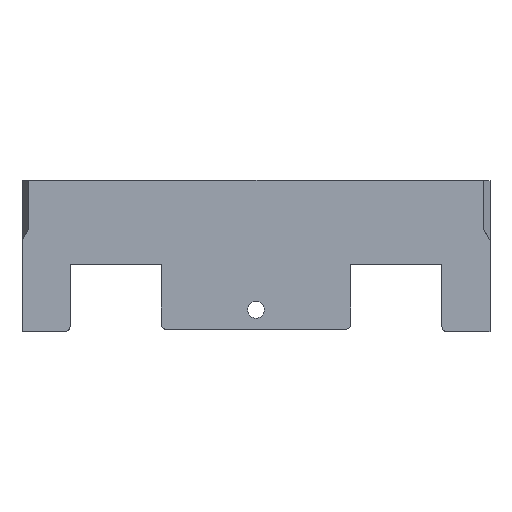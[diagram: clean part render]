
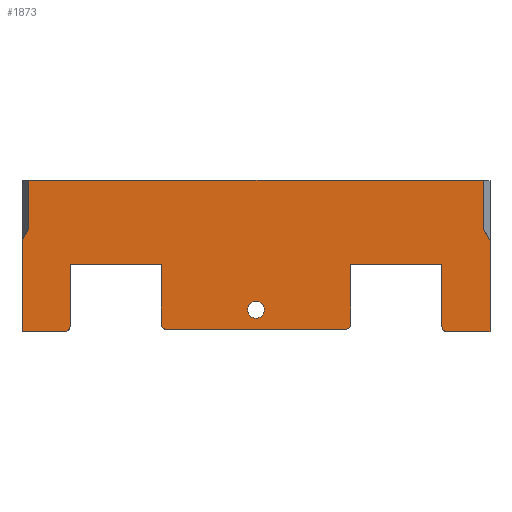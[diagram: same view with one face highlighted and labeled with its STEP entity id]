
A CAD part, top view. The second image highlights one B-rep face of the part: STEP entity #1873.
In plain terms, the highlighted planar face has unit normal (0, 0, 1).
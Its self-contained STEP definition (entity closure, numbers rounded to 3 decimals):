
#24=FACE_BOUND('',#220,.T.);
#32=ELLIPSE('',#1959,2.055,2.);
#33=ELLIPSE('',#1972,2.055,2.);
#35=ELLIPSE('',#2010,2.055,2.);
#36=ELLIPSE('',#2011,2.055,2.);
#125=FACE_OUTER_BOUND('',#219,.T.);
#219=EDGE_LOOP('',(#1565,#1566,#1567,#1568,#1569,#1570,#1571,#1572,#1573,
#1574,#1575,#1576,#1577,#1578,#1579,#1580,#1581,#1582,#1583,#1584));
#220=EDGE_LOOP('',(#1585));
#253=CIRCLE('',#1969,3.5);
#355=LINE('',#2773,#590);
#361=LINE('',#2783,#596);
#365=LINE('',#2795,#600);
#367=LINE('',#2800,#602);
#369=LINE('',#2804,#604);
#374=LINE('',#2813,#609);
#375=LINE('',#2816,#610);
#378=LINE('',#2821,#613);
#380=LINE('',#2825,#615);
#381=LINE('',#2827,#616);
#452=LINE('',#2981,#687);
#455=LINE('',#2987,#690);
#456=LINE('',#2991,#691);
#457=LINE('',#2993,#692);
#458=LINE('',#2995,#693);
#459=LINE('',#2998,#694);
#590=VECTOR('',#2232,10.);
#596=VECTOR('',#2240,10.);
#600=VECTOR('',#2252,10.);
#602=VECTOR('',#2256,10.);
#604=VECTOR('',#2260,10.);
#609=VECTOR('',#2267,10.);
#610=VECTOR('',#2270,10.);
#613=VECTOR('',#2275,10.);
#615=VECTOR('',#2279,10.);
#616=VECTOR('',#2282,10.);
#687=VECTOR('',#2435,10.);
#690=VECTOR('',#2440,10.);
#691=VECTOR('',#2443,10.);
#692=VECTOR('',#2444,10.);
#693=VECTOR('',#2445,10.);
#694=VECTOR('',#2448,10.);
#821=VERTEX_POINT('',#2770);
#822=VERTEX_POINT('',#2772);
#824=VERTEX_POINT('',#2778);
#827=VERTEX_POINT('',#2787);
#828=VERTEX_POINT('',#2791);
#831=VERTEX_POINT('',#2799);
#832=VERTEX_POINT('',#2803);
#834=VERTEX_POINT('',#2809);
#835=VERTEX_POINT('',#2811);
#836=VERTEX_POINT('',#2815);
#837=VERTEX_POINT('',#2819);
#838=VERTEX_POINT('',#2823);
#839=VERTEX_POINT('',#2829);
#841=VERTEX_POINT('',#2835);
#879=VERTEX_POINT('',#2978);
#882=VERTEX_POINT('',#2986);
#883=VERTEX_POINT('',#2988);
#884=VERTEX_POINT('',#2990);
#885=VERTEX_POINT('',#2992);
#886=VERTEX_POINT('',#2994);
#887=VERTEX_POINT('',#2996);
#1023=EDGE_CURVE('',#821,#822,#355,.T.);
#1029=EDGE_CURVE('',#824,#822,#361,.T.);
#1031=EDGE_CURVE('',#824,#827,#32,.T.);
#1035=EDGE_CURVE('',#828,#827,#365,.T.);
#1037=EDGE_CURVE('',#828,#831,#367,.T.);
#1039=EDGE_CURVE('',#832,#831,#369,.T.);
#1044=EDGE_CURVE('',#834,#835,#374,.T.);
#1045=EDGE_CURVE('',#836,#834,#375,.T.);
#1048=EDGE_CURVE('',#836,#837,#378,.T.);
#1050=EDGE_CURVE('',#838,#837,#380,.T.);
#1051=EDGE_CURVE('',#821,#838,#381,.T.);
#1052=EDGE_CURVE('',#839,#839,#253,.T.);
#1055=EDGE_CURVE('',#832,#841,#33,.T.);
#1129=EDGE_CURVE('',#879,#835,#452,.T.);
#1132=EDGE_CURVE('',#879,#882,#455,.T.);
#1133=EDGE_CURVE('',#883,#882,#35,.T.);
#1134=EDGE_CURVE('',#883,#884,#456,.T.);
#1135=EDGE_CURVE('',#885,#884,#457,.T.);
#1136=EDGE_CURVE('',#885,#886,#458,.T.);
#1137=EDGE_CURVE('',#887,#886,#36,.T.);
#1138=EDGE_CURVE('',#887,#841,#459,.F.);
#1565=ORIENTED_EDGE('',*,*,#1051,.T.);
#1566=ORIENTED_EDGE('',*,*,#1050,.T.);
#1567=ORIENTED_EDGE('',*,*,#1048,.F.);
#1568=ORIENTED_EDGE('',*,*,#1045,.T.);
#1569=ORIENTED_EDGE('',*,*,#1044,.T.);
#1570=ORIENTED_EDGE('',*,*,#1129,.F.);
#1571=ORIENTED_EDGE('',*,*,#1132,.T.);
#1572=ORIENTED_EDGE('',*,*,#1133,.F.);
#1573=ORIENTED_EDGE('',*,*,#1134,.T.);
#1574=ORIENTED_EDGE('',*,*,#1135,.F.);
#1575=ORIENTED_EDGE('',*,*,#1136,.T.);
#1576=ORIENTED_EDGE('',*,*,#1137,.F.);
#1577=ORIENTED_EDGE('',*,*,#1138,.T.);
#1578=ORIENTED_EDGE('',*,*,#1055,.F.);
#1579=ORIENTED_EDGE('',*,*,#1039,.T.);
#1580=ORIENTED_EDGE('',*,*,#1037,.F.);
#1581=ORIENTED_EDGE('',*,*,#1035,.T.);
#1582=ORIENTED_EDGE('',*,*,#1031,.F.);
#1583=ORIENTED_EDGE('',*,*,#1029,.T.);
#1584=ORIENTED_EDGE('',*,*,#1023,.F.);
#1585=ORIENTED_EDGE('',*,*,#1052,.T.);
#1783=PLANE('',#2009);
#1873=ADVANCED_FACE('',(#125,#24),#1783,.T.);
#1959=AXIS2_PLACEMENT_3D('',#2788,#2245,#2246);
#1969=AXIS2_PLACEMENT_3D('',#2830,#2285,#2286);
#1972=AXIS2_PLACEMENT_3D('',#2836,#2292,#2293);
#2009=AXIS2_PLACEMENT_3D('',#2985,#2438,#2439);
#2010=AXIS2_PLACEMENT_3D('',#2989,#2441,#2442);
#2011=AXIS2_PLACEMENT_3D('',#2997,#2446,#2447);
#2232=DIRECTION('',(0.,-1.,0.));
#2240=DIRECTION('',(1.,0.,0.));
#2245=DIRECTION('center_axis',(0.,0.,-1.));
#2246=DIRECTION('ref_axis',(0.,-1.,0.));
#2252=DIRECTION('',(0.,-1.,0.));
#2256=DIRECTION('',(-1.,0.,0.));
#2260=DIRECTION('',(0.,1.,0.));
#2267=DIRECTION('',(-0.5,-0.866,0.));
#2270=DIRECTION('',(0.,-1.,0.));
#2275=DIRECTION('',(1.,0.,0.));
#2279=DIRECTION('',(0.,1.,0.));
#2282=DIRECTION('',(-0.5,0.866,0.));
#2285=DIRECTION('center_axis',(0.,0.,-1.));
#2286=DIRECTION('ref_axis',(-1.,0.,0.));
#2292=DIRECTION('center_axis',(0.,0.,-1.));
#2293=DIRECTION('ref_axis',(0.,-1.,0.));
#2435=DIRECTION('',(0.,1.,0.));
#2438=DIRECTION('center_axis',(0.,0.,1.));
#2439=DIRECTION('ref_axis',(0.,-1.,0.));
#2440=DIRECTION('',(1.,0.,0.));
#2441=DIRECTION('center_axis',(0.,0.,-1.));
#2442=DIRECTION('ref_axis',(0.,-1.,0.));
#2443=DIRECTION('',(0.,1.,0.));
#2444=DIRECTION('',(-1.,0.,0.));
#2445=DIRECTION('',(0.,-1.,0.));
#2446=DIRECTION('center_axis',(0.,0.,-1.));
#2447=DIRECTION('ref_axis',(0.,-1.,0.));
#2448=DIRECTION('',(-1.,0.,0.));
#2770=CARTESIAN_POINT('',(2.4,40.194,176.5));
#2772=CARTESIAN_POINT('',(2.4,2.194,176.5));
#2773=CARTESIAN_POINT('',(2.4,2.194,176.5));
#2778=CARTESIAN_POINT('',(-15.6,2.194,176.5));
#2783=CARTESIAN_POINT('',(-192.5,2.194,176.5));
#2787=CARTESIAN_POINT('',(-17.6,4.249,176.5));
#2788=CARTESIAN_POINT('Origin',(-15.6,4.249,176.5));
#2791=CARTESIAN_POINT('',(-17.6,30.194,176.5));
#2795=CARTESIAN_POINT('',(-17.6,48.694,176.5));
#2799=CARTESIAN_POINT('',(-55.6,30.194,176.5));
#2800=CARTESIAN_POINT('',(-27.8,30.194,176.5));
#2803=CARTESIAN_POINT('',(-55.6,5.277,176.5));
#2804=CARTESIAN_POINT('',(-55.6,33.694,176.5));
#2809=CARTESIAN_POINT('',(-189.6,45.217,176.5));
#2811=CARTESIAN_POINT('',(-192.5,40.194,176.5));
#2813=CARTESIAN_POINT('',(-144.375,123.549,176.5));
#2815=CARTESIAN_POINT('',(-189.6,65.194,176.5));
#2816=CARTESIAN_POINT('',(-189.6,58.944,176.5));
#2819=CARTESIAN_POINT('',(-0.5,65.194,176.5));
#2821=CARTESIAN_POINT('',(0.,65.194,176.5));
#2823=CARTESIAN_POINT('',(-0.5,45.217,176.5));
#2825=CARTESIAN_POINT('',(-0.5,58.944,176.5));
#2827=CARTESIAN_POINT('',(1.8,41.233,176.5));
#2829=CARTESIAN_POINT('',(-91.55,11.307,176.5));
#2830=CARTESIAN_POINT('Origin',(-95.05,11.307,176.5));
#2835=CARTESIAN_POINT('',(-57.6,3.221,176.5));
#2836=CARTESIAN_POINT('Origin',(-57.6,5.277,176.5));
#2978=CARTESIAN_POINT('',(-192.5,2.194,176.5));
#2981=CARTESIAN_POINT('',(-192.5,2.194,176.5));
#2985=CARTESIAN_POINT('Origin',(0.,65.194,176.5));
#2986=CARTESIAN_POINT('',(-174.5,2.194,176.5));
#2987=CARTESIAN_POINT('',(-192.5,2.194,176.5));
#2988=CARTESIAN_POINT('',(-172.5,4.249,176.5));
#2989=CARTESIAN_POINT('Origin',(-174.5,4.249,176.5));
#2990=CARTESIAN_POINT('',(-172.5,30.194,176.5));
#2991=CARTESIAN_POINT('',(-172.5,33.694,176.5));
#2992=CARTESIAN_POINT('',(-134.5,30.194,176.5));
#2993=CARTESIAN_POINT('',(-86.25,30.194,176.5));
#2994=CARTESIAN_POINT('',(-134.5,5.277,176.5));
#2995=CARTESIAN_POINT('',(-134.5,48.694,176.5));
#2996=CARTESIAN_POINT('',(-132.5,3.221,176.5));
#2997=CARTESIAN_POINT('Origin',(-132.5,5.277,176.5));
#2998=CARTESIAN_POINT('',(0.,3.221,176.5));
